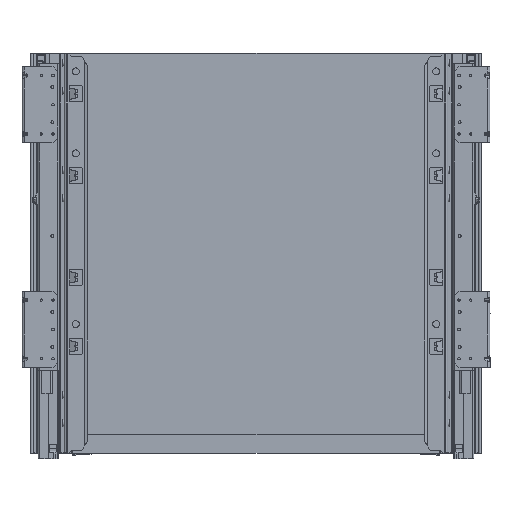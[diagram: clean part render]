
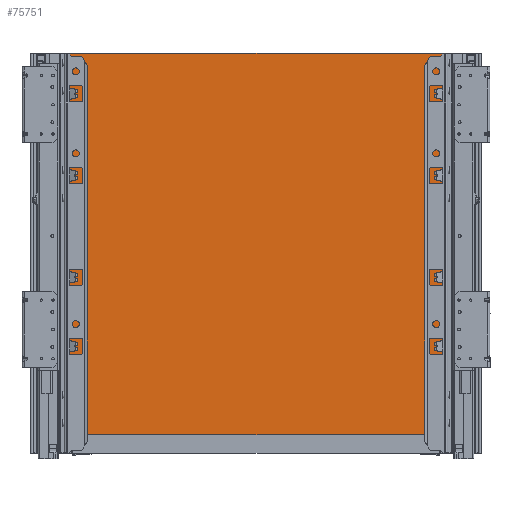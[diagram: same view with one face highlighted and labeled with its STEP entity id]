
A CAD part, front view. The second image highlights one B-rep face of the part: STEP entity #75751.
In plain terms, the highlighted face is planar.
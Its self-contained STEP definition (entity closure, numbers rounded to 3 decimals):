
#4314=PLANE('',#83397);
#8325=FACE_OUTER_BOUND('',#12807,.T.);
#12807=EDGE_LOOP('',(#69028,#69029,#69030,#69031));
#20154=LINE('',#151247,#27518);
#20158=LINE('',#151255,#27522);
#20161=LINE('',#151261,#27525);
#20164=LINE('',#151266,#27528);
#27518=VECTOR('',#104317,10.);
#27522=VECTOR('',#104323,10.);
#27525=VECTOR('',#104328,10.);
#27528=VECTOR('',#104333,10.);
#36958=VERTEX_POINT('',#151245);
#36959=VERTEX_POINT('',#151246);
#36962=VERTEX_POINT('',#151254);
#36964=VERTEX_POINT('',#151260);
#47644=EDGE_CURVE('',#36958,#36959,#20154,.T.);
#47648=EDGE_CURVE('',#36962,#36958,#20158,.T.);
#47651=EDGE_CURVE('',#36964,#36962,#20161,.T.);
#47654=EDGE_CURVE('',#36959,#36964,#20164,.T.);
#69028=ORIENTED_EDGE('',*,*,#47654,.F.);
#69029=ORIENTED_EDGE('',*,*,#47644,.F.);
#69030=ORIENTED_EDGE('',*,*,#47648,.F.);
#69031=ORIENTED_EDGE('',*,*,#47651,.F.);
#75751=ADVANCED_FACE('',(#8325),#4314,.F.);
#83397=AXIS2_PLACEMENT_3D('',#151269,#104337,#104338);
#104317=DIRECTION('',(-1.,0.,0.));
#104323=DIRECTION('',(0.,1.,0.));
#104328=DIRECTION('',(1.,0.,0.));
#104333=DIRECTION('',(0.,-1.,0.));
#104337=DIRECTION('center_axis',(0.,0.,1.));
#104338=DIRECTION('ref_axis',(1.,0.,0.));
#151245=CARTESIAN_POINT('',(162.5,0.,0.));
#151246=CARTESIAN_POINT('',(-162.5,0.,0.));
#151247=CARTESIAN_POINT('',(162.5,0.,0.));
#151254=CARTESIAN_POINT('',(162.5,-326.,0.));
#151255=CARTESIAN_POINT('',(162.5,-326.,0.));
#151260=CARTESIAN_POINT('',(-162.5,-326.,0.));
#151261=CARTESIAN_POINT('',(-162.5,-326.,0.));
#151266=CARTESIAN_POINT('',(-162.5,0.,0.));
#151269=CARTESIAN_POINT('Origin',(0.,-163.,0.));
